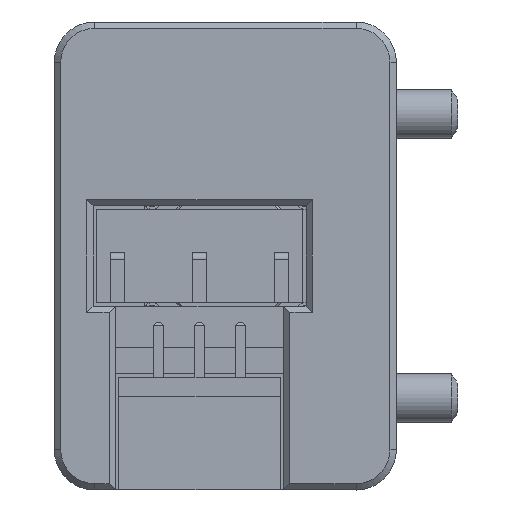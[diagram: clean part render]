
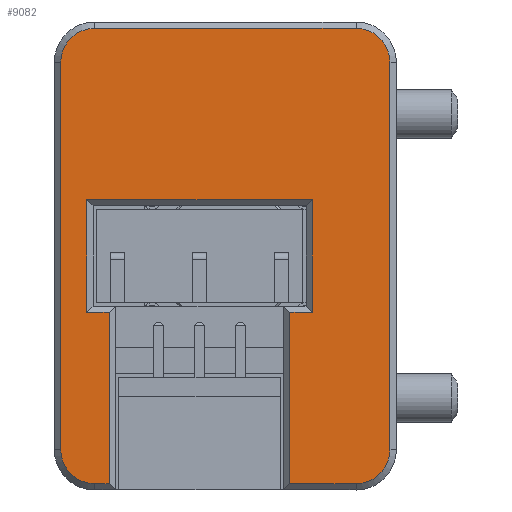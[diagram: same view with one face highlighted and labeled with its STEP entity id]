
A CAD part, front view. The second image highlights one B-rep face of the part: STEP entity #9082.
In plain terms, the highlighted planar face has unit normal (0, -1, 0).
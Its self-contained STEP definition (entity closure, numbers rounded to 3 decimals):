
#593=CIRCLE('',#9830,2.1);
#596=CIRCLE('',#9835,2.1);
#597=CIRCLE('',#9838,2.1);
#598=CIRCLE('',#9839,2.1);
#1313=FACE_OUTER_BOUND('',#1855,.T.);
#1855=EDGE_LOOP('',(#7443,#7444,#7445,#7446,#7447,#7448,#7449,#7450,#7451,
#7452,#7453,#7454,#7455,#7456,#7457,#7458));
#2582=LINE('',#16617,#3339);
#2586=LINE('',#16629,#3343);
#2589=LINE('',#16635,#3346);
#2590=LINE('',#16639,#3347);
#2591=LINE('',#16643,#3348);
#2592=LINE('',#16645,#3349);
#2593=LINE('',#16647,#3350);
#2594=LINE('',#16649,#3351);
#2595=LINE('',#16651,#3352);
#2596=LINE('',#16653,#3353);
#2597=LINE('',#16655,#3354);
#2598=LINE('',#16656,#3355);
#3339=VECTOR('',#11749,10.);
#3343=VECTOR('',#11761,10.);
#3346=VECTOR('',#11766,10.);
#3347=VECTOR('',#11769,10.);
#3348=VECTOR('',#11772,10.);
#3349=VECTOR('',#11773,10.);
#3350=VECTOR('',#11774,10.);
#3351=VECTOR('',#11775,10.);
#3352=VECTOR('',#11776,10.);
#3353=VECTOR('',#11777,10.);
#3354=VECTOR('',#11778,10.);
#3355=VECTOR('',#11779,10.);
#4118=VERTEX_POINT('',#16607);
#4120=VERTEX_POINT('',#16610);
#4122=VERTEX_POINT('',#16616);
#4124=VERTEX_POINT('',#16622);
#4126=VERTEX_POINT('',#16628);
#4128=VERTEX_POINT('',#16634);
#4129=VERTEX_POINT('',#16636);
#4130=VERTEX_POINT('',#16638);
#4131=VERTEX_POINT('',#16640);
#4132=VERTEX_POINT('',#16642);
#4133=VERTEX_POINT('',#16644);
#4134=VERTEX_POINT('',#16646);
#4135=VERTEX_POINT('',#16648);
#4136=VERTEX_POINT('',#16650);
#4137=VERTEX_POINT('',#16652);
#4138=VERTEX_POINT('',#16654);
#5293=EDGE_CURVE('',#4118,#4120,#593,.T.);
#5296=EDGE_CURVE('',#4120,#4122,#2582,.T.);
#5301=EDGE_CURVE('',#4122,#4124,#596,.T.);
#5302=EDGE_CURVE('',#4124,#4126,#2586,.T.);
#5305=EDGE_CURVE('',#4128,#4118,#2589,.T.);
#5306=EDGE_CURVE('',#4129,#4128,#597,.T.);
#5307=EDGE_CURVE('',#4130,#4129,#2590,.T.);
#5308=EDGE_CURVE('',#4131,#4130,#598,.T.);
#5309=EDGE_CURVE('',#4132,#4131,#2591,.T.);
#5310=EDGE_CURVE('',#4133,#4132,#2592,.T.);
#5311=EDGE_CURVE('',#4134,#4133,#2593,.T.);
#5312=EDGE_CURVE('',#4135,#4134,#2594,.T.);
#5313=EDGE_CURVE('',#4136,#4135,#2595,.T.);
#5314=EDGE_CURVE('',#4137,#4136,#2596,.T.);
#5315=EDGE_CURVE('',#4138,#4137,#2597,.T.);
#5316=EDGE_CURVE('',#4126,#4138,#2598,.T.);
#7443=ORIENTED_EDGE('',*,*,#5301,.F.);
#7444=ORIENTED_EDGE('',*,*,#5296,.F.);
#7445=ORIENTED_EDGE('',*,*,#5293,.F.);
#7446=ORIENTED_EDGE('',*,*,#5305,.F.);
#7447=ORIENTED_EDGE('',*,*,#5306,.F.);
#7448=ORIENTED_EDGE('',*,*,#5307,.F.);
#7449=ORIENTED_EDGE('',*,*,#5308,.F.);
#7450=ORIENTED_EDGE('',*,*,#5309,.F.);
#7451=ORIENTED_EDGE('',*,*,#5310,.F.);
#7452=ORIENTED_EDGE('',*,*,#5311,.F.);
#7453=ORIENTED_EDGE('',*,*,#5312,.F.);
#7454=ORIENTED_EDGE('',*,*,#5313,.F.);
#7455=ORIENTED_EDGE('',*,*,#5314,.F.);
#7456=ORIENTED_EDGE('',*,*,#5315,.F.);
#7457=ORIENTED_EDGE('',*,*,#5316,.F.);
#7458=ORIENTED_EDGE('',*,*,#5302,.F.);
#8672=PLANE('',#9837);
#9082=ADVANCED_FACE('',(#1313),#8672,.T.);
#9830=AXIS2_PLACEMENT_3D('',#16611,#11742,#11743);
#9835=AXIS2_PLACEMENT_3D('',#16626,#11757,#11758);
#9837=AXIS2_PLACEMENT_3D('',#16633,#11764,#11765);
#9838=AXIS2_PLACEMENT_3D('',#16637,#11767,#11768);
#9839=AXIS2_PLACEMENT_3D('',#16641,#11770,#11771);
#11742=DIRECTION('center_axis',(0.,1.,
0.));
#11743=DIRECTION('ref_axis',(0.707,0.,0.707));
#11749=DIRECTION('',(0.,0.,-1.));
#11757=DIRECTION('center_axis',(0.,1.,
0.));
#11758=DIRECTION('ref_axis',(0.707,0.,-0.707));
#11761=DIRECTION('',(-1.,0.,0.));
#11764=DIRECTION('center_axis',(0.,-1.,
0.));
#11765=DIRECTION('ref_axis',(1.,0.,0.));
#11766=DIRECTION('',(1.,0.,0.));
#11767=DIRECTION('center_axis',(0.,1.,
0.));
#11768=DIRECTION('ref_axis',(-0.707,0.,0.707));
#11769=DIRECTION('',(0.,0.,1.));
#11770=DIRECTION('center_axis',(0.,1.,
0.));
#11771=DIRECTION('ref_axis',(-0.707,0.,-0.707));
#11772=DIRECTION('',(-1.,0.,0.));
#11773=DIRECTION('',(0.,0.,-1.));
#11774=DIRECTION('',(1.,0.,0.));
#11775=DIRECTION('',(0.,0.,-1.));
#11776=DIRECTION('',(-1.,0.,0.));
#11777=DIRECTION('',(0.,0.,1.));
#11778=DIRECTION('',(1.,0.,0.));
#11779=DIRECTION('',(0.,0.,1.));
#16607=CARTESIAN_POINT('',(-4.117,-0.85,14.1));
#16610=CARTESIAN_POINT('',(-2.017,-0.85,12.));
#16611=CARTESIAN_POINT('Origin',(-4.117,-0.85,12.));
#16616=CARTESIAN_POINT('',(-2.017,-0.85,-12.));
#16617=CARTESIAN_POINT('',(-2.017,-0.85,-6.75));
#16622=CARTESIAN_POINT('',(-4.117,-0.85,-14.1));
#16626=CARTESIAN_POINT('Origin',(-4.117,-0.85,-12.));
#16628=CARTESIAN_POINT('',(-8.217,-0.85,-14.1));
#16629=CARTESIAN_POINT('',(-16.75,-0.85,-14.1));
#16633=CARTESIAN_POINT('Origin',(-12.,-0.85,0.));
#16634=CARTESIAN_POINT('',(-20.317,-0.85,14.1));
#16635=CARTESIAN_POINT('',(-7.25,-0.85,14.1));
#16636=CARTESIAN_POINT('',(-22.417,-0.85,12.));
#16637=CARTESIAN_POINT('Origin',(-20.317,-0.85,12.));
#16638=CARTESIAN_POINT('',(-22.417,-0.85,-12.));
#16639=CARTESIAN_POINT('',(-22.417,-0.85,4.75));
#16640=CARTESIAN_POINT('',(-20.317,-0.85,-14.1));
#16641=CARTESIAN_POINT('Origin',(-20.317,-0.85,-12.));
#16642=CARTESIAN_POINT('',(-19.417,-0.85,-14.1));
#16643=CARTESIAN_POINT('',(-16.75,-0.85,-14.1));
#16644=CARTESIAN_POINT('',(-19.417,-0.85,-3.5));
#16645=CARTESIAN_POINT('',(-19.417,-0.85,-6.75));
#16646=CARTESIAN_POINT('',(-20.817,-0.85,-3.5));
#16647=CARTESIAN_POINT('',(-16.208,-0.85,-3.5));
#16648=CARTESIAN_POINT('',(-20.817,-0.85,3.5));
#16649=CARTESIAN_POINT('',(-20.817,-0.85,0.));
#16650=CARTESIAN_POINT('',(-6.817,-0.85,3.5));
#16651=CARTESIAN_POINT('',(-9.634,-0.85,3.5));
#16652=CARTESIAN_POINT('',(-6.817,-0.85,-3.5));
#16653=CARTESIAN_POINT('',(-6.817,-0.85,-1.397));
#16654=CARTESIAN_POINT('',(-8.217,-0.85,-3.5));
#16655=CARTESIAN_POINT('',(-16.208,-0.85,-3.5));
#16656=CARTESIAN_POINT('',(-8.217,-0.85,-6.75));
